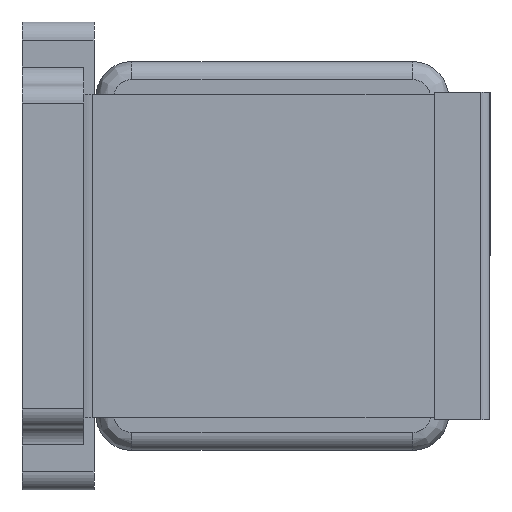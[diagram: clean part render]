
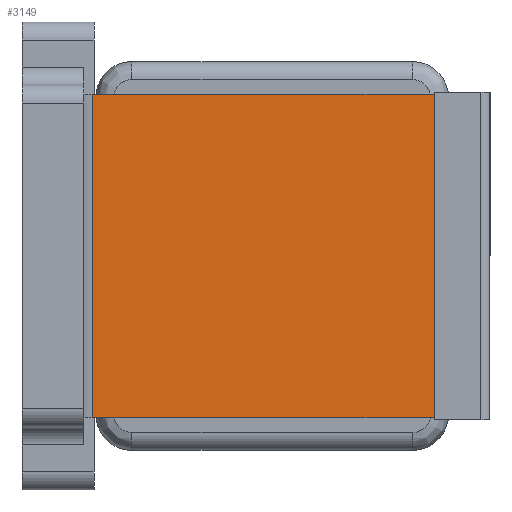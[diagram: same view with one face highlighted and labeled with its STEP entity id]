
A CAD part, left-side view. The second image highlights one B-rep face of the part: STEP entity #3149.
In plain terms, the highlighted planar face has unit normal (-1, 0, 0).
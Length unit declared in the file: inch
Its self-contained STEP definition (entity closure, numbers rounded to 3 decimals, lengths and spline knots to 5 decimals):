
#110 = DIRECTION ( 'NONE',  ( 0., 0., -1. ) ) ;
#141 = DIRECTION ( 'NONE',  ( 0., 0., -1. ) ) ;
#310 = CARTESIAN_POINT ( 'NONE',  ( 0., 0., 0. ) ) ;
#352 = DIRECTION ( 'NONE',  ( 0., 1., 0. ) ) ;
#467 = LINE ( 'NONE', #1614, #4175 ) ;
#621 = AXIS2_PLACEMENT_3D ( 'NONE', #4548, #2321, #110 ) ;
#710 = CARTESIAN_POINT ( 'NONE',  ( 0., 0.003, 0.018 ) ) ;
#752 = CARTESIAN_POINT ( 'NONE',  ( 0., 0.022, 0.018 ) ) ;
#863 = DIRECTION ( 'NONE',  ( 0., 0., 1. ) ) ;
#949 = VERTEX_POINT ( 'NONE', #2759 ) ;
#1073 = EDGE_CURVE ( 'NONE', #2721, #949, #3763, .T. ) ;
#1232 = ORIENTED_EDGE ( 'NONE', *, *, #1073, .F. ) ;
#1435 = VECTOR ( 'NONE', #352, 39.37008 ) ;
#1475 = VECTOR ( 'NONE', #863, 39.37008 ) ;
#1507 = CARTESIAN_POINT ( 'NONE',  ( 0., 0.003, 0. ) ) ;
#1614 = CARTESIAN_POINT ( 'NONE',  ( 0., 0.003, 0.018 ) ) ;
#1628 = CARTESIAN_POINT ( 'NONE',  ( 0., 0.022, 0.018 ) ) ;
#1681 = ORIENTED_EDGE ( 'NONE', *, *, #2875, .F. ) ;
#1831 = VERTEX_POINT ( 'NONE', #710 ) ;
#2321 = DIRECTION ( 'NONE',  ( 1., 0., 0. ) ) ;
#2409 = EDGE_CURVE ( 'NONE', #949, #3194, #4316, .T. ) ;
#2524 = LINE ( 'NONE', #4781, #1435 ) ;
#2721 = VERTEX_POINT ( 'NONE', #1507 ) ;
#2759 = CARTESIAN_POINT ( 'NONE',  ( 0., 0.022, 0. ) ) ;
#2774 = ORIENTED_EDGE ( 'NONE', *, *, #2409, .F. ) ;
#2775 = VECTOR ( 'NONE', #3262, 39.37008 ) ;
#2875 = EDGE_CURVE ( 'NONE', #1831, #2721, #467, .T. ) ;
#2902 = EDGE_LOOP ( 'NONE', ( #4512, #2774, #1232, #1681 ) ) ;
#3149 = ADVANCED_FACE ( 'NONE', ( #4457 ), #4135, .F. ) ;
#3194 = VERTEX_POINT ( 'NONE', #752 ) ;
#3262 = DIRECTION ( 'NONE',  ( 0., 1., 0. ) ) ;
#3741 = EDGE_CURVE ( 'NONE', #1831, #3194, #2524, .T. ) ;
#3763 = LINE ( 'NONE', #310, #2775 ) ;
#4135 = PLANE ( 'NONE',  #621 ) ;
#4175 = VECTOR ( 'NONE', #141, 39.37008 ) ;
#4316 = LINE ( 'NONE', #1628, #1475 ) ;
#4457 = FACE_OUTER_BOUND ( 'NONE', #2902, .T. ) ;
#4512 = ORIENTED_EDGE ( 'NONE', *, *, #3741, .T. ) ;
#4548 = CARTESIAN_POINT ( 'NONE',  ( 0., 0., 0.018 ) ) ;
#4781 = CARTESIAN_POINT ( 'NONE',  ( 0., 0., 0.018 ) ) ;
